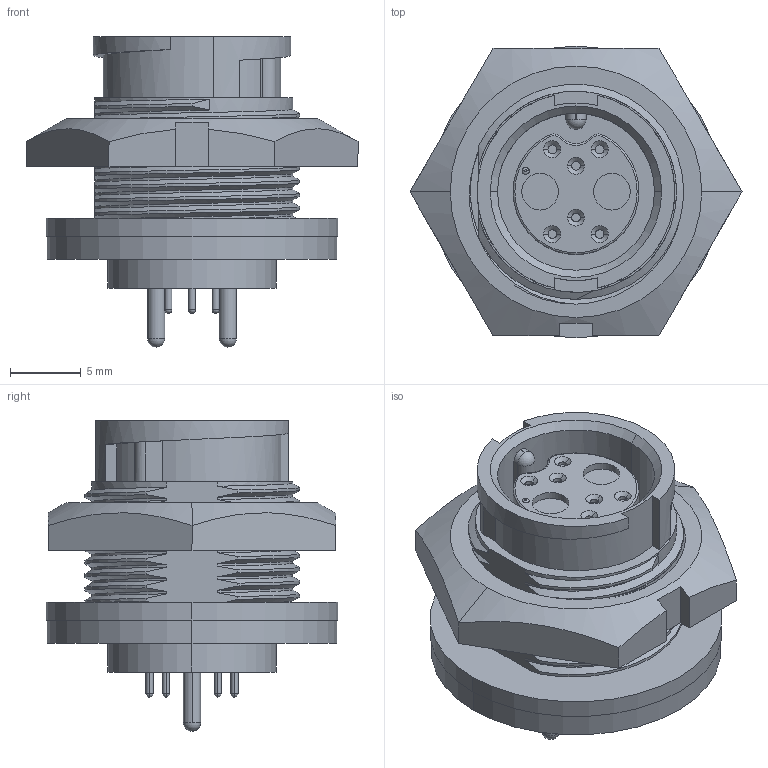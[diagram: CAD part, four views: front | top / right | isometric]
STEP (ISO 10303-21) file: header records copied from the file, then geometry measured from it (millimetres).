
FILE_DESCRIPTION (( 'STEP AP203' ), '1' );
FILE_NAME ('7A81-8SG-300.STEP', '2017-03-13T15:18:50', ( '' ), ( '' ), 'SwSTEP 2.0', 'SolidWorks 2014', '' );
FILE_SCHEMA (( 'CONFIG_CONTROL_DESIGN' ));
Length unit declared in the file: inch
Products named in the file (2): 7A81-8SG-300
Bounding box: 23.46 x 20.62 x 21.97 mm (x, y, z)
Volume: 3250.7 mm3; surface area: 3107.9 mm2
Topology: 2 solids, 2 shells, 321 faces, 845 edges, 550 vertices
Faces by surface type: cylinder 98, plane 97, bspline 87, cone 16, sphere 14, torus 9
Entity records: 19553 total; most frequent: CARTESIAN_POINT 12392, ORIENTED_EDGE 1630, DIRECTION 1180, EDGE_CURVE 815, VERTEX_POINT 534, AXIS2_PLACEMENT_3D 406, LINE 368, VECTOR 368
